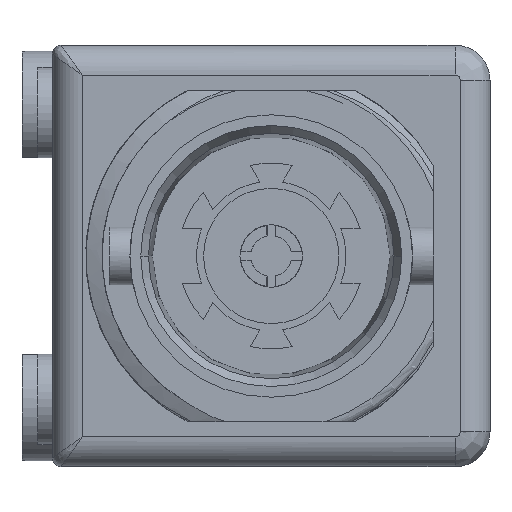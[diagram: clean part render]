
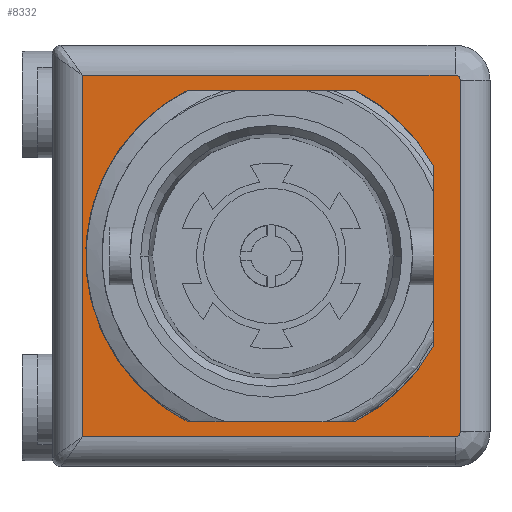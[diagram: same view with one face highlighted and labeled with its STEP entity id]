
A CAD part, left-side view. The second image highlights one B-rep face of the part: STEP entity #8332.
In plain terms, the highlighted planar face has unit normal (-1, 0, 0).
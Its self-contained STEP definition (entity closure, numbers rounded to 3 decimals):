
#446=CARTESIAN_POINT('',(17.202,0.,0.));
#447=DIRECTION('',(1.,0.,0.));
#448=DIRECTION('',(0.,-0.876,-0.482));
#449=AXIS2_PLACEMENT_3D('',#446,#447,#448);
#467=DIRECTION('',(0.,1.,0.));
#468=VECTOR('',#467,12.74);
#469=CARTESIAN_POINT('',(17.202,-6.281,6.184));
#470=LINE('',#469,#468);
#471=CARTESIAN_POINT('',(17.202,-6.281,6.006));
#472=DIRECTION('',(-1.,0.,0.));
#473=DIRECTION('',(0.,-1.,0.));
#474=AXIS2_PLACEMENT_3D('',#471,#472,#473);
#476=DIRECTION('',(0.,0.,1.));
#477=VECTOR('',#476,12.012);
#478=CARTESIAN_POINT('',(17.202,-6.459,-6.006));
#479=LINE('',#478,#477);
#480=CARTESIAN_POINT('',(17.202,-6.281,-6.006));
#481=DIRECTION('',(-1.,0.,0.));
#482=DIRECTION('',(0.,0.,-1.));
#483=AXIS2_PLACEMENT_3D('',#480,#481,#482);
#485=DIRECTION('',(0.,-1.,0.));
#486=VECTOR('',#485,12.74);
#487=CARTESIAN_POINT('',(17.202,6.459,-6.184));
#488=LINE('',#487,#486);
#489=DIRECTION('',(0.,0.,-1.));
#490=VECTOR('',#489,12.368);
#491=CARTESIAN_POINT('',(17.202,6.459,6.184));
#492=LINE('',#491,#490);
#493=DIRECTION('',(0.,0.,1.));
#494=VECTOR('',#493,6.109);
#495=CARTESIAN_POINT('',(17.202,-5.551,-3.054));
#496=LINE('',#495,#494);
#497=DIRECTION('',(0.,1.,0.));
#498=VECTOR('',#497,5.679);
#499=CARTESIAN_POINT('',(17.202,-2.839,5.664));
#500=LINE('',#499,#498);
#501=DIRECTION('',(0.,-1.,0.));
#502=VECTOR('',#501,5.679);
#503=CARTESIAN_POINT('',(17.202,2.839,-5.664));
#504=LINE('',#503,#502);
#564=CARTESIAN_POINT('',(17.202,6.459,6.184));
#586=CARTESIAN_POINT('',(17.202,6.459,-6.184));
#2477=CARTESIAN_POINT('',(17.202,0.,0.));
#2478=DIRECTION('',(1.,0.,0.));
#2479=DIRECTION('',(0.,-0.448,0.894));
#2480=AXIS2_PLACEMENT_3D('',#2477,#2478,#2479);
#3561=CARTESIAN_POINT('',(17.202,0.,0.));
#3562=DIRECTION('',(1.,0.,0.));
#3563=DIRECTION('',(0.,0.448,-0.894));
#3564=AXIS2_PLACEMENT_3D('',#3561,#3562,#3563);
#6812=CARTESIAN_POINT('',(17.202,2.839,-5.664));
#6814=VERTEX_POINT('',#6812);
#6845=CARTESIAN_POINT('',(17.202,-2.839,-5.664));
#6847=VERTEX_POINT('',#6845);
#6876=CARTESIAN_POINT('',(17.202,-2.839,5.664));
#6878=VERTEX_POINT('',#6876);
#6910=CARTESIAN_POINT('',(17.202,2.839,5.664));
#6912=VERTEX_POINT('',#6910);
#6987=CARTESIAN_POINT('',(17.202,-5.551,-3.054));
#6989=VERTEX_POINT('',#6987);
#7020=CARTESIAN_POINT('',(17.202,-5.551,3.054));
#7022=VERTEX_POINT('',#7020);
#7149=CARTESIAN_POINT('',(17.202,-6.459,6.006));
#7150=CARTESIAN_POINT('',(17.202,-6.281,6.184));
#7151=VERTEX_POINT('',#7149);
#7152=VERTEX_POINT('',#7150);
#7153=CARTESIAN_POINT('',(17.202,-6.459,-6.006));
#7154=VERTEX_POINT('',#7153);
#7155=CARTESIAN_POINT('',(17.202,-6.281,-6.184));
#7156=VERTEX_POINT('',#7155);
#7254=VERTEX_POINT('',#586);
#7269=VERTEX_POINT('',#564);
#8301=CARTESIAN_POINT('',(17.202,0.,0.));
#8302=DIRECTION('',(1.,0.,0.));
#8303=DIRECTION('',(0.,0.,-1.));
#8304=AXIS2_PLACEMENT_3D('',#8301,#8302,#8303);
#8305=PLANE('',#8304);
#8307=ORIENTED_EDGE('',*,*,#8306,.F.);
#8309=ORIENTED_EDGE('',*,*,#8308,.F.);
#8311=ORIENTED_EDGE('',*,*,#8310,.F.);
#8313=ORIENTED_EDGE('',*,*,#8312,.F.);
#8315=ORIENTED_EDGE('',*,*,#8314,.F.);
#8317=ORIENTED_EDGE('',*,*,#8316,.F.);
#8318=EDGE_LOOP('',(#8307,#8309,#8311,#8313,#8315,#8317));
#8319=FACE_OUTER_BOUND('',#8318,.F.);
#8320=ORIENTED_EDGE('',*,*,#8292,.F.);
#8321=ORIENTED_EDGE('',*,*,#8281,.T.);
#8323=ORIENTED_EDGE('',*,*,#8322,.F.);
#8325=ORIENTED_EDGE('',*,*,#8324,.T.);
#8327=ORIENTED_EDGE('',*,*,#8326,.F.);
#8329=ORIENTED_EDGE('',*,*,#8328,.T.);
#8330=EDGE_LOOP('',(#8320,#8321,#8323,#8325,#8327,#8329));
#8331=FACE_BOUND('',#8330,.F.);
#8332=ADVANCED_FACE('',(#8319,#8331),#8305,.F.);
#450=CIRCLE('',#449,6.336);
#475=CIRCLE('',#474,0.178);
#484=CIRCLE('',#483,0.178);
#2481=CIRCLE('',#2480,6.336);
#3565=CIRCLE('',#3564,6.336);
#8281=EDGE_CURVE('',#6989,#7022,#496,.T.);
#8292=EDGE_CURVE('',#6989,#6847,#450,.T.);
#8306=EDGE_CURVE('',#7152,#7269,#470,.T.);
#8308=EDGE_CURVE('',#7151,#7152,#475,.T.);
#8310=EDGE_CURVE('',#7154,#7151,#479,.T.);
#8312=EDGE_CURVE('',#7156,#7154,#484,.T.);
#8314=EDGE_CURVE('',#7254,#7156,#488,.T.);
#8316=EDGE_CURVE('',#7269,#7254,#492,.T.);
#8322=EDGE_CURVE('',#6878,#7022,#2481,.T.);
#8324=EDGE_CURVE('',#6878,#6912,#500,.T.);
#8326=EDGE_CURVE('',#6814,#6912,#3565,.T.);
#8328=EDGE_CURVE('',#6814,#6847,#504,.T.);
